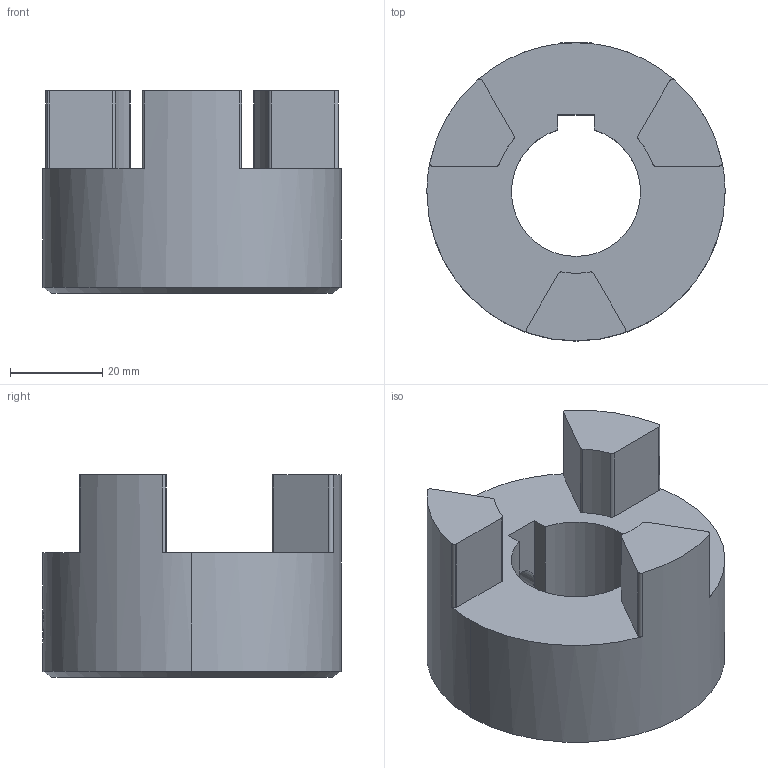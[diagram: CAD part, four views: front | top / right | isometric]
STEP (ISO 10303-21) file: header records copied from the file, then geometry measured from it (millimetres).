
FILE_DESCRIPTION (( 'STEP AP203' ), '1' );
FILE_NAME ('6413K163.step', '2013-10-22T16:10:46', ( 'Admin' ), ( 'Microsoft' ), 'SwSTEP 2.0', 'SolidWorks 2012', '' );
FILE_SCHEMA (( 'CONFIG_CONTROL_DESIGN' ));
Length unit declared in the file: inch
Products named in the file (1): 6413K163
Bounding box: 64.69 x 64.69 x 43.88 mm (x, y, z)
Volume: 81971.5 mm3; surface area: 16745.8 mm2
Topology: 2 solids, 2 shells, 67 faces, 167 edges, 104 vertices
Faces by surface type: cylinder 27, plane 24, cone 16
Entity records: 2199 total; most frequent: CARTESIAN_POINT 474, DIRECTION 368, ORIENTED_EDGE 334, EDGE_CURVE 167, AXIS2_PLACEMENT_3D 144, VERTEX_POINT 104, LINE 80, VECTOR 80
